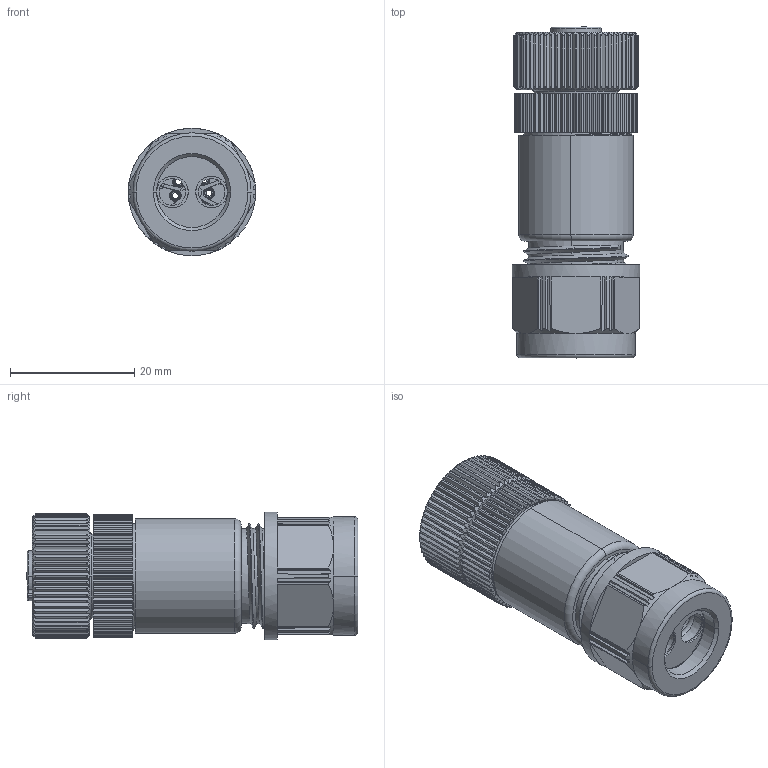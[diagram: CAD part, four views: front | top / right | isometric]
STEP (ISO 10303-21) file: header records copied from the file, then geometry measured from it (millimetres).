
FILE_DESCRIPTION((''),'2;1');
FILE_NAME('PRT0001','2020-12-25T16:03:27',('cm.zhong'),(''),'CREO PARAMETRIC BY PTC INC, 2018400','CREO PARAMETRIC BY PTC INC, 2018400','');
FILE_SCHEMA(('CONFIG_CONTROL_DESIGN'));
Products named in the file (1): PRT0001
Bounding box: 20.5 x 53.38 x 20.49 mm (x, y, z)
Volume: 9441.2 mm3; surface area: 11700.8 mm2
Topology: 1 solids, 1 shells, 1859 faces, 5216 edges, 3355 vertices
Faces by surface type: plane 772, cylinder 467, cone 277, extrusion 251, bspline 57, torus 33, sphere 2
Entity records: 71243 total; most frequent: CARTESIAN_POINT 25572, ORIENTED_EDGE 10432, DIRECTION 8141, EDGE_CURVE 5216, VERTEX_POINT 3355, AXIS2_PLACEMENT_3D 2725, VECTOR 2691, LINE 2440
